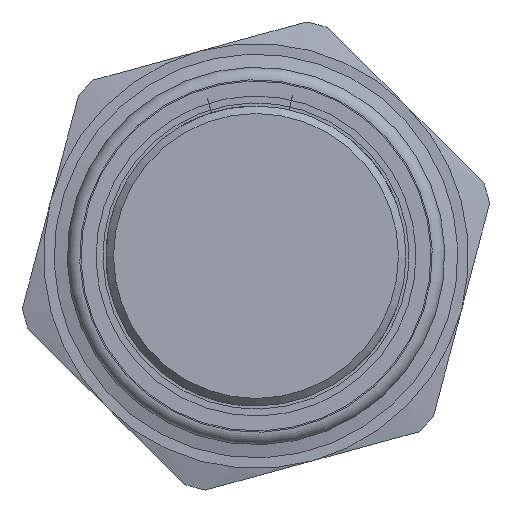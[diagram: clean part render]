
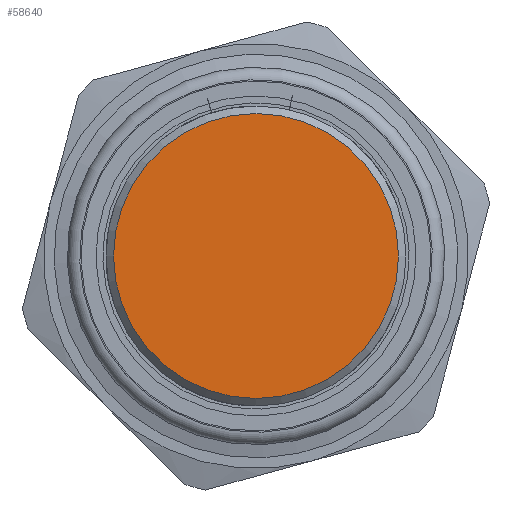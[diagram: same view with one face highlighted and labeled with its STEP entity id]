
A CAD part, left-side view. The second image highlights one B-rep face of the part: STEP entity #58640.
In plain terms, the highlighted planar face has unit normal (-1, 0, 0).
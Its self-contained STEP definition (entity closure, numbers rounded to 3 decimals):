
#58624=CARTESIAN_POINT('',(0.,5.35,0.0));
#58625=DIRECTION('',(-1.0,0.0,0.0));
#58626=DIRECTION('',(0.0,0.0,1.0));
#58627=AXIS2_PLACEMENT_3D('',#58624,#58625,#58626);
#58628=PLANE('',#58627);
#58629=CARTESIAN_POINT('',(0.,5.7,0.0));
#58630=VERTEX_POINT('',#58629);
#58631=CARTESIAN_POINT('',(0.0,0.0,0.0));
#58632=DIRECTION('',(1.0,0.0,0.0));
#58633=DIRECTION('',(0.0,1.0,0.0));
#58634=AXIS2_PLACEMENT_3D('',#58631,#58632,#58633);
#58635=CIRCLE('',#58634,5.7);
#58636=EDGE_CURVE('',#58630,#58630,#58635,.T.);
#58637=ORIENTED_EDGE('',*,*,#58636,.F.);
#58638=EDGE_LOOP('',(#58637));
#58639=FACE_OUTER_BOUND('',#58638,.T.);
#58640=ADVANCED_FACE('',(#58639),#58628,.T.);
